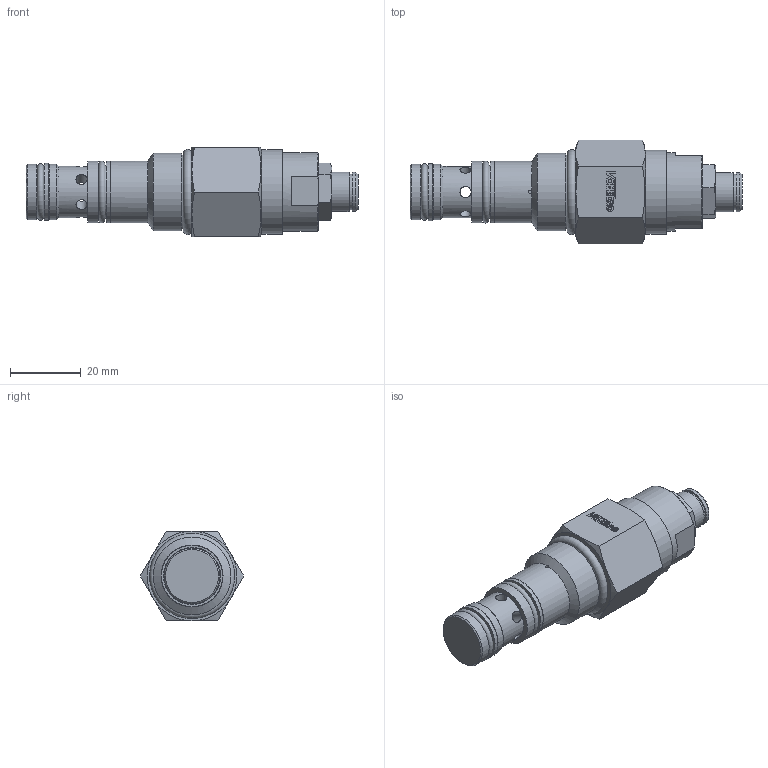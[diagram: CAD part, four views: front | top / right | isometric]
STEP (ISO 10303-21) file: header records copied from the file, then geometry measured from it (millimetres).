
FILE_DESCRIPTION((''),'2;1');
FILE_NAME('5610.stp','2015-01-08T10:51:40',('jml'),(''),'Autodesk Inventor 2010','Autodesk Inventor 2010','');
FILE_SCHEMA(('AUTOMOTIVE_DESIGN { 1 0 10303 214 1 1 1 1 }'));
Length unit declared in the file: inch
Products named in the file (10): 5010; 221220; 221169; 221170; 990239; 910 O-RING; 014 BACKUP; 014 O-RING; 015 O-RING; 015 BACKUP
Assembly tree (9 placements, depth 2):
  5010
    221220
    221169
    221170
    990239
    910 O-RING
    014 BACKUP
    014 O-RING
    015 O-RING
    015 BACKUP
Bounding box: 94.03 x 29.33 x 25.4 mm (x, y, z)
Volume: 25892.7 mm3; surface area: 14776.1 mm2
Topology: 9 solids, 9 shells, 221 faces, 522 edges, 337 vertices
Faces by surface type: plane 120, cylinder 55, cone 41, torus 5
Full cylindrical faces by diameter (mm): 0.965 x1, 1.044 x1, 3.175 x6, 6.223 x1, 7.854 x1, 9.728 x1, 10.066 x1, 10.18 x1, 11.1 x3, 13.081 x1, 13.208 x1, 13.235 x1, 13.405 x1, 13.538 x1, 14.478 x1, 14.808 x1, 14.986 x2, 15.773 x2, 16.205 x1, 16.764 x1, 17.323 x1, 17.374 x2, 17.526 x1, 19.05 x1, 19.71 x1, 22.047 x1, 22.225 x1, 23.8 x1
Entity records: 6557 total; most frequent: CARTESIAN_POINT 1355, DIRECTION 1019, ORIENTED_EDGE 900, EDGE_CURVE 450, AXIS2_PLACEMENT_3D 392, VERTEX_POINT 323, EDGE_LOOP 315, VECTOR 235
